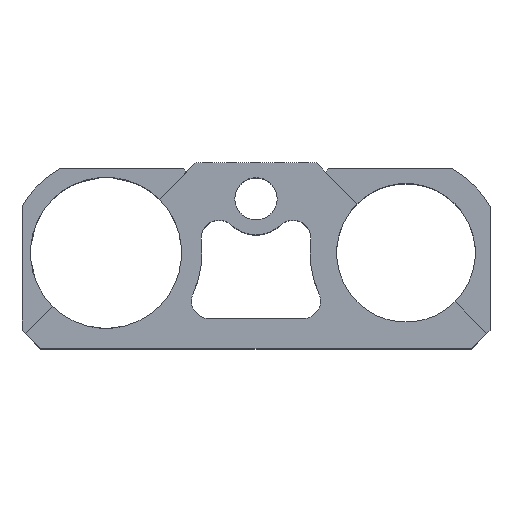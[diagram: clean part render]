
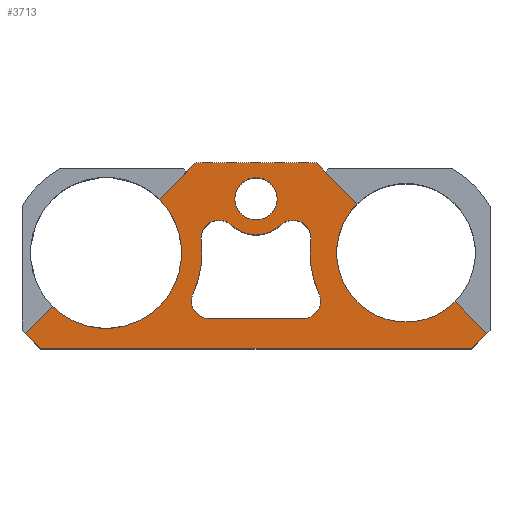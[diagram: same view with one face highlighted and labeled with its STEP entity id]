
A CAD part, top view. The second image highlights one B-rep face of the part: STEP entity #3713.
In plain terms, the highlighted planar face has unit normal (0, 0, 1).
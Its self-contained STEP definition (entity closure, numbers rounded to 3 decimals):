
#166=FACE_BOUND('',#621,.T.);
#167=FACE_BOUND('',#622,.T.);
#258=PLANE('',#4017);
#373=FACE_OUTER_BOUND('',#620,.T.);
#620=EDGE_LOOP('',(#2805,#2806,#2807,#2808,#2809,#2810,#2811,#2812,#2813,
#2814));
#621=EDGE_LOOP('',(#2815,#2816,#2817,#2818,#2819,#2820,#2821,#2822));
#622=EDGE_LOOP('',(#2823));
#940=LINE('',#5977,#1226);
#941=LINE('',#5979,#1227);
#942=LINE('',#5981,#1228);
#943=LINE('',#5985,#1229);
#944=LINE('',#5987,#1230);
#945=LINE('',#5989,#1231);
#946=LINE('',#5991,#1232);
#947=LINE('',#5992,#1233);
#948=LINE('',#5999,#1234);
#1226=VECTOR('',#4653,1.);
#1227=VECTOR('',#4654,1.);
#1228=VECTOR('',#4655,1.);
#1229=VECTOR('',#4658,1.);
#1230=VECTOR('',#4659,1.);
#1231=VECTOR('',#4660,1.);
#1232=VECTOR('',#4661,1.);
#1233=VECTOR('',#4662,1.);
#1234=VECTOR('',#4667,1.);
#1493=CIRCLE('',#4016,57.75);
#1494=CIRCLE('',#4018,63.);
#1495=CIRCLE('',#4019,80.);
#1496=CIRCLE('',#4020,15.);
#1497=CIRCLE('',#4021,15.);
#1498=CIRCLE('',#4022,80.);
#1499=CIRCLE('',#4023,15.);
#1500=CIRCLE('',#4024,30.);
#1501=CIRCLE('',#4025,15.);
#1502=CIRCLE('',#4026,17.6);
#1726=VERTEX_POINT('',#5968);
#1728=VERTEX_POINT('',#5972);
#1729=VERTEX_POINT('',#5976);
#1730=VERTEX_POINT('',#5978);
#1731=VERTEX_POINT('',#5980);
#1732=VERTEX_POINT('',#5982);
#1733=VERTEX_POINT('',#5984);
#1734=VERTEX_POINT('',#5986);
#1735=VERTEX_POINT('',#5988);
#1736=VERTEX_POINT('',#5990);
#1737=VERTEX_POINT('',#5993);
#1738=VERTEX_POINT('',#5994);
#1739=VERTEX_POINT('',#5996);
#1740=VERTEX_POINT('',#5998);
#1741=VERTEX_POINT('',#6000);
#1742=VERTEX_POINT('',#6002);
#1743=VERTEX_POINT('',#6004);
#1744=VERTEX_POINT('',#6006);
#1745=VERTEX_POINT('',#6009);
#2126=EDGE_CURVE('',#1726,#1728,#1493,.T.);
#2127=EDGE_CURVE('',#1728,#1729,#940,.F.);
#2128=EDGE_CURVE('',#1729,#1730,#941,.F.);
#2129=EDGE_CURVE('',#1730,#1731,#942,.T.);
#2130=EDGE_CURVE('',#1731,#1732,#1494,.T.);
#2131=EDGE_CURVE('',#1732,#1733,#943,.T.);
#2132=EDGE_CURVE('',#1733,#1734,#944,.T.);
#2133=EDGE_CURVE('',#1734,#1735,#945,.F.);
#2134=EDGE_CURVE('',#1736,#1735,#946,.T.);
#2135=EDGE_CURVE('',#1736,#1726,#947,.F.);
#2136=EDGE_CURVE('',#1737,#1738,#1495,.F.);
#2137=EDGE_CURVE('',#1739,#1738,#1496,.F.);
#2138=EDGE_CURVE('',#1740,#1739,#948,.T.);
#2139=EDGE_CURVE('',#1741,#1740,#1497,.F.);
#2140=EDGE_CURVE('',#1741,#1742,#1498,.F.);
#2141=EDGE_CURVE('',#1743,#1742,#1499,.T.);
#2142=EDGE_CURVE('',#1743,#1744,#1500,.F.);
#2143=EDGE_CURVE('',#1737,#1744,#1501,.F.);
#2144=EDGE_CURVE('',#1745,#1745,#1502,.F.);
#2805=ORIENTED_EDGE('',*,*,#2126,.T.);
#2806=ORIENTED_EDGE('',*,*,#2127,.T.);
#2807=ORIENTED_EDGE('',*,*,#2128,.T.);
#2808=ORIENTED_EDGE('',*,*,#2129,.T.);
#2809=ORIENTED_EDGE('',*,*,#2130,.T.);
#2810=ORIENTED_EDGE('',*,*,#2131,.T.);
#2811=ORIENTED_EDGE('',*,*,#2132,.T.);
#2812=ORIENTED_EDGE('',*,*,#2133,.T.);
#2813=ORIENTED_EDGE('',*,*,#2134,.F.);
#2814=ORIENTED_EDGE('',*,*,#2135,.T.);
#2815=ORIENTED_EDGE('',*,*,#2136,.T.);
#2816=ORIENTED_EDGE('',*,*,#2137,.F.);
#2817=ORIENTED_EDGE('',*,*,#2138,.F.);
#2818=ORIENTED_EDGE('',*,*,#2139,.F.);
#2819=ORIENTED_EDGE('',*,*,#2140,.T.);
#2820=ORIENTED_EDGE('',*,*,#2141,.F.);
#2821=ORIENTED_EDGE('',*,*,#2142,.T.);
#2822=ORIENTED_EDGE('',*,*,#2143,.F.);
#2823=ORIENTED_EDGE('',*,*,#2144,.F.);
#3713=ADVANCED_FACE('',(#373,#166,#167),#258,.T.);
#4016=AXIS2_PLACEMENT_3D('',#5974,#4649,#4650);
#4017=AXIS2_PLACEMENT_3D('',#5975,#4651,#4652);
#4018=AXIS2_PLACEMENT_3D('',#5983,#4656,#4657);
#4019=AXIS2_PLACEMENT_3D('',#5995,#4663,#4664);
#4020=AXIS2_PLACEMENT_3D('',#5997,#4665,#4666);
#4021=AXIS2_PLACEMENT_3D('',#6001,#4668,#4669);
#4022=AXIS2_PLACEMENT_3D('',#6003,#4670,#4671);
#4023=AXIS2_PLACEMENT_3D('',#6005,#4672,#4673);
#4024=AXIS2_PLACEMENT_3D('',#6007,#4674,#4675);
#4025=AXIS2_PLACEMENT_3D('',#6008,#4676,#4677);
#4026=AXIS2_PLACEMENT_3D('',#6010,#4678,#4679);
#4649=DIRECTION('center_axis',(0.,0.,-1.));
#4650=DIRECTION('ref_axis',(1.,0.,0.));
#4651=DIRECTION('center_axis',(0.,0.,1.));
#4652=DIRECTION('ref_axis',(1.,0.,0.));
#4653=DIRECTION('',(0.707,-0.707,0.));
#4654=DIRECTION('',(1.,0.,0.));
#4655=DIRECTION('',(-0.707,-0.707,0.));
#4656=DIRECTION('center_axis',(0.,0.,-1.));
#4657=DIRECTION('ref_axis',(1.,0.,0.));
#4658=DIRECTION('',(-0.707,-0.707,0.));
#4659=DIRECTION('',(0.707,-0.707,0.));
#4660=DIRECTION('',(-1.,0.,0.));
#4661=DIRECTION('',(-0.707,-0.707,0.));
#4662=DIRECTION('',(0.707,-0.707,0.));
#4663=DIRECTION('center_axis',(0.,0.,-1.));
#4664=DIRECTION('ref_axis',(1.,0.,0.));
#4665=DIRECTION('center_axis',(0.,0.,-1.));
#4666=DIRECTION('ref_axis',(1.,0.,0.));
#4667=DIRECTION('',(1.,0.,0.));
#4668=DIRECTION('center_axis',(0.,0.,-1.));
#4669=DIRECTION('ref_axis',(1.,0.,0.));
#4670=DIRECTION('center_axis',(0.,0.,-1.));
#4671=DIRECTION('ref_axis',(1.,0.,0.));
#4672=DIRECTION('center_axis',(0.,0.,1.));
#4673=DIRECTION('ref_axis',(-1.,0.,0.));
#4674=DIRECTION('center_axis',(0.,0.,-1.));
#4675=DIRECTION('ref_axis',(1.,0.,0.));
#4676=DIRECTION('center_axis',(0.,0.,-1.));
#4677=DIRECTION('ref_axis',(1.,0.,0.));
#4678=DIRECTION('center_axis',(0.,0.,-1.));
#4679=DIRECTION('ref_axis',(1.,0.,0.));
#5968=CARTESIAN_POINT('',(165.835,55.515,70.));
#5972=CARTESIAN_POINT('',(84.165,137.185,70.));
#5974=CARTESIAN_POINT('Origin',(125.,96.35,70.));
#5975=CARTESIAN_POINT('Origin',(0.,0.,70.));
#5976=CARTESIAN_POINT('',(50.,171.35,70.));
#5977=CARTESIAN_POINT('',(67.259,154.091,70.));
#5978=CARTESIAN_POINT('',(-50.,171.35,70.));
#5979=CARTESIAN_POINT('',(0.,171.35,70.));
#5980=CARTESIAN_POINT('',(-80.452,140.898,70.));
#5981=CARTESIAN_POINT('',(-65.315,156.035,70.));
#5982=CARTESIAN_POINT('',(-169.548,51.802,70.));
#5983=CARTESIAN_POINT('Origin',(-125.,96.35,70.));
#5984=CARTESIAN_POINT('',(-192.175,29.175,70.));
#5985=CARTESIAN_POINT('',(-180.773,40.577,70.));
#5986=CARTESIAN_POINT('',(-179.35,16.35,70.));
#5987=CARTESIAN_POINT('',(-185.763,22.762,70.));
#5988=CARTESIAN_POINT('',(179.35,16.35,70.));
#5989=CARTESIAN_POINT('',(0.,16.35,70.));
#5990=CARTESIAN_POINT('',(192.175,29.175,70.));
#5991=CARTESIAN_POINT('',(185.763,22.762,70.));
#5992=CARTESIAN_POINT('',(178.829,42.521,70.));
#5993=CARTESIAN_POINT('',(45.66,106.604,70.));
#5994=CARTESIAN_POINT('',(52.437,62.666,70.));
#5995=CARTESIAN_POINT('Origin',(125.,96.35,70.));
#5996=CARTESIAN_POINT('',(38.832,41.35,70.));
#5997=CARTESIAN_POINT('Origin',(38.832,56.35,70.));
#5998=CARTESIAN_POINT('',(-38.832,41.35,70.));
#5999=CARTESIAN_POINT('',(0.,41.35,70.));
#6000=CARTESIAN_POINT('',(-52.437,62.666,70.));
#6001=CARTESIAN_POINT('Origin',(-38.832,56.35,70.));
#6002=CARTESIAN_POINT('',(-45.66,106.604,70.));
#6003=CARTESIAN_POINT('Origin',(-125.,96.35,70.));
#6004=CARTESIAN_POINT('',(-20.522,119.468,70.));
#6005=CARTESIAN_POINT('Origin',(-30.784,108.527,70.));
#6006=CARTESIAN_POINT('',(20.522,119.468,70.));
#6007=CARTESIAN_POINT('Origin',(0.,141.35,70.));
#6008=CARTESIAN_POINT('Origin',(30.784,108.527,70.));
#6009=CARTESIAN_POINT('',(-17.6,141.35,70.));
#6010=CARTESIAN_POINT('Origin',(0.,141.35,70.));
